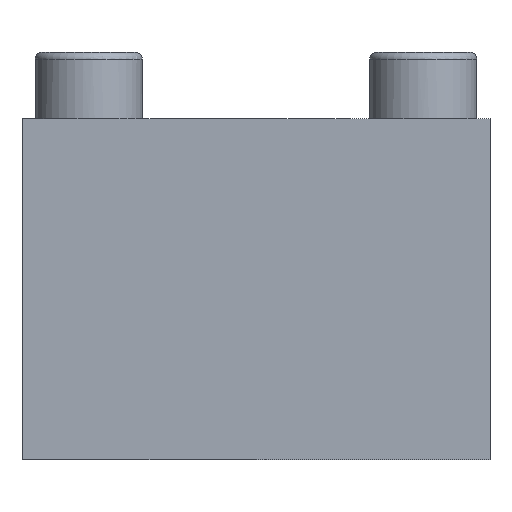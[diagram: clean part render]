
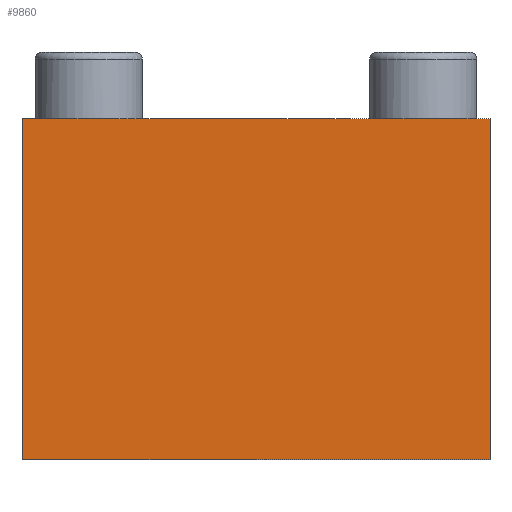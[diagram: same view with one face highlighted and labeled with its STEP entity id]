
A CAD part, front view. The second image highlights one B-rep face of the part: STEP entity #9860.
In plain terms, the highlighted planar face has unit normal (0, -1, 0).
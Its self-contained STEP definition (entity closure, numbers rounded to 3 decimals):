
#42=CARTESIAN_POINT('',(-35.,-155.,41.));
#43=VERTEX_POINT('',#42);
#50=CARTESIAN_POINT('',(35.,-155.,41.));
#51=VERTEX_POINT('',#50);
#52=CARTESIAN_POINT('',(-35.,-155.,41.));
#53=DIRECTION('',(1.,0.,-0.));
#54=VECTOR('',#53,70.);
#55=LINE('',#52,#54);
#56=EDGE_CURVE('',#43,#51,#55,.T.);
#9811=CARTESIAN_POINT('',(-35.,-155.,-10.));
#9812=VERTEX_POINT('',#9811);
#9813=CARTESIAN_POINT('',(-35.,-155.,41.));
#9814=DIRECTION('',(-0.,0.,-1.));
#9815=VECTOR('',#9814,51.);
#9816=LINE('',#9813,#9815);
#9817=EDGE_CURVE('',#43,#9812,#9816,.T.);
#9837=CARTESIAN_POINT('',(35.,-155.,31.));
#9838=DIRECTION('',(-0.,-1.,-0.));
#9839=DIRECTION('',(-1.,0.,0.));
#9840=AXIS2_PLACEMENT_3D('',#9837,#9838,#9839);
#9841=PLANE('',#9840);
#9842=CARTESIAN_POINT('',(35.,-155.,-10.));
#9843=VERTEX_POINT('',#9842);
#9844=CARTESIAN_POINT('',(35.,-155.,41.));
#9845=DIRECTION('',(0.,0.,-1.));
#9846=VECTOR('',#9845,51.);
#9847=LINE('',#9844,#9846);
#9848=EDGE_CURVE('',#51,#9843,#9847,.T.);
#9849=ORIENTED_EDGE('',*,*,#9848,.F.);
#9850=ORIENTED_EDGE('',*,*,#56,.F.);
#9851=ORIENTED_EDGE('',*,*,#9817,.T.);
#9852=CARTESIAN_POINT('',(35.,-155.,-10.));
#9853=DIRECTION('',(-1.,0.,0.));
#9854=VECTOR('',#9853,70.);
#9855=LINE('',#9852,#9854);
#9856=EDGE_CURVE('',#9843,#9812,#9855,.T.);
#9857=ORIENTED_EDGE('',*,*,#9856,.F.);
#9858=EDGE_LOOP('',(#9849,#9850,#9851,#9857));
#9859=FACE_BOUND('',#9858,.T.);
#9860=ADVANCED_FACE('',(#9859),#9841,.T.);
